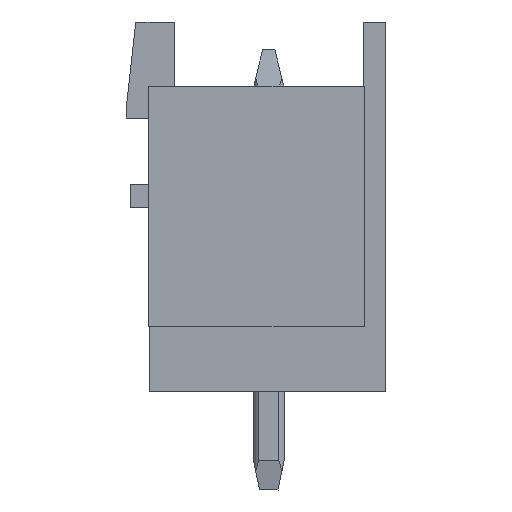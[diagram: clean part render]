
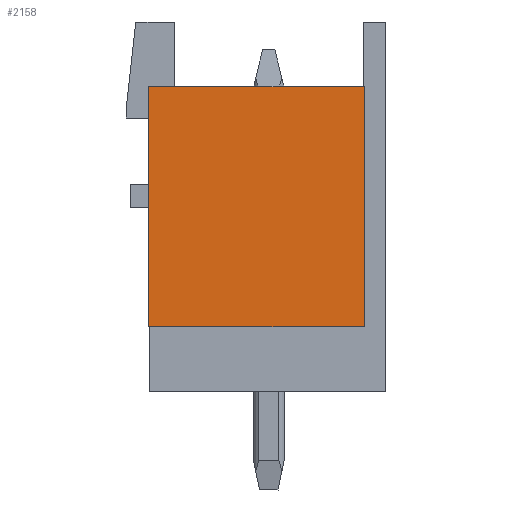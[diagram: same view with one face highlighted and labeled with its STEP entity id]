
A CAD part, left-side view. The second image highlights one B-rep face of the part: STEP entity #2158.
In plain terms, the highlighted planar face has unit normal (-1, 0, 0).
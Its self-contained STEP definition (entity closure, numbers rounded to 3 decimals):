
#2150=AXIS2_PLACEMENT_3D('Plane Axis2P3D',#2147,#2148,#2149) ;
#1474=CARTESIAN_POINT('Vertex',(0.,0.7,5.3)) ;
#1516=CARTESIAN_POINT('Vertex',(0.,0.7,13.1)) ;
#1519=CARTESIAN_POINT('Line Origine',(0.,0.7,9.2)) ;
#2013=CARTESIAN_POINT('Line Origine',(0.,7.7,9.2)) ;
#2017=CARTESIAN_POINT('Vertex',(0.,7.7,5.3)) ;
#2019=CARTESIAN_POINT('Vertex',(0.,7.7,13.1)) ;
#2084=CARTESIAN_POINT('Line Origine',(0.,4.2,5.3)) ;
#2135=CARTESIAN_POINT('Line Origine',(0.,4.2,13.1)) ;
#2147=CARTESIAN_POINT('Axis2P3D Location',(0.,0.,13.1)) ;
#1520=DIRECTION('Vector Direction',(0.,0.,-1.)) ;
#2014=DIRECTION('Vector Direction',(0.,0.,-1.)) ;
#2085=DIRECTION('Vector Direction',(0.,1.,0.)) ;
#2136=DIRECTION('Vector Direction',(0.,1.,0.)) ;
#2148=DIRECTION('Axis2P3D Direction',(1.,-0.,0.)) ;
#2149=DIRECTION('Axis2P3D XDirection',(0.,0.,-1.)) ;
#1521=VECTOR('Line Direction',#1520,1.) ;
#2015=VECTOR('Line Direction',#2014,1.) ;
#2086=VECTOR('Line Direction',#2085,1.) ;
#2137=VECTOR('Line Direction',#2136,1.) ;
#2153=ORIENTED_EDGE('',*,*,#2088,.F.) ;
#2154=ORIENTED_EDGE('',*,*,#1523,.T.) ;
#2155=ORIENTED_EDGE('',*,*,#2139,.T.) ;
#2156=ORIENTED_EDGE('',*,*,#2021,.F.) ;
#2158=ADVANCED_FACE('Housing',(#2157),#2151,.F.) ;
#1523=EDGE_CURVE('',#1475,#1517,#1522,.F.) ;
#2021=EDGE_CURVE('',#2018,#2020,#2016,.F.) ;
#2088=EDGE_CURVE('',#1475,#2018,#2087,.T.) ;
#2139=EDGE_CURVE('',#1517,#2020,#2138,.T.) ;
#2152=EDGE_LOOP('',(#2153,#2154,#2155,#2156)) ;
#2157=FACE_OUTER_BOUND('',#2152,.T.) ;
#1522=LINE('Line',#1519,#1521) ;
#2016=LINE('Line',#2013,#2015) ;
#2087=LINE('Line',#2084,#2086) ;
#2138=LINE('Line',#2135,#2137) ;
#2151=PLANE('',#2150) ;
#1475=VERTEX_POINT('',#1474) ;
#1517=VERTEX_POINT('',#1516) ;
#2018=VERTEX_POINT('',#2017) ;
#2020=VERTEX_POINT('',#2019) ;
